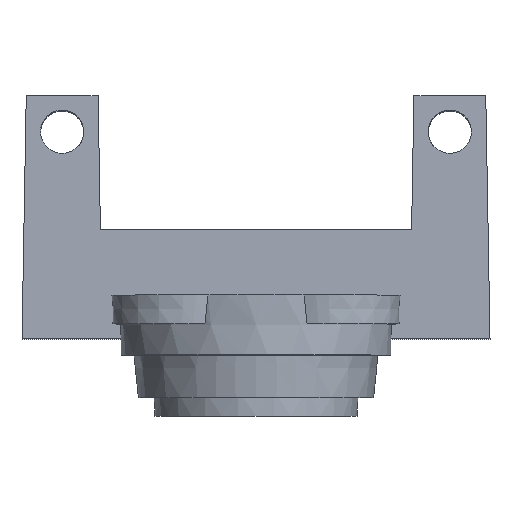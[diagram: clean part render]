
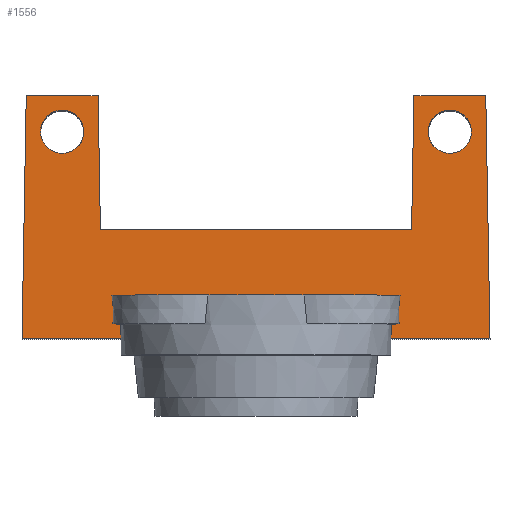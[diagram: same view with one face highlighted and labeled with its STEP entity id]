
A CAD part, top view. The second image highlights one B-rep face of the part: STEP entity #1556.
In plain terms, the highlighted planar face has unit normal (0, 0.018, 1).
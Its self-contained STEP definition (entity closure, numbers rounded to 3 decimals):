
#40=FACE_BOUND('',#338,.T.);
#41=FACE_BOUND('',#339,.T.);
#160=PLANE('',#1723);
#235=FACE_OUTER_BOUND('',#337,.T.);
#337=EDGE_LOOP('',(#1395,#1396,#1397,#1398,#1399,#1400,#1401,#1402,#1403,
#1404,#1405,#1406));
#338=EDGE_LOOP('',(#1407));
#339=EDGE_LOOP('',(#1408));
#365=LINE('',#2236,#506);
#370=LINE('',#2252,#511);
#382=LINE('',#2299,#523);
#397=LINE('',#2331,#538);
#411=LINE('',#2408,#552);
#415=LINE('',#2415,#556);
#423=LINE('',#2447,#564);
#429=LINE('',#2480,#570);
#448=LINE('',#2513,#589);
#461=LINE('',#2557,#602);
#473=LINE('',#2581,#614);
#478=LINE('',#2592,#619);
#506=VECTOR('',#1773,10.);
#511=VECTOR('',#1788,10.);
#523=VECTOR('',#1818,10.);
#538=VECTOR('',#1839,10.);
#552=VECTOR('',#1915,10.);
#556=VECTOR('',#1919,10.);
#564=VECTOR('',#1947,10.);
#570=VECTOR('',#1991,10.);
#589=VECTOR('',#2014,10.);
#602=VECTOR('',#2059,10.);
#614=VECTOR('',#2079,10.);
#619=VECTOR('',#2094,10.);
#653=ELLIPSE('',#1620,1.5,1.5);
#655=ELLIPSE('',#1626,1.5,1.5);
#669=VERTEX_POINT('',#2229);
#672=VERTEX_POINT('',#2234);
#678=VERTEX_POINT('',#2251);
#695=VERTEX_POINT('',#2297);
#696=VERTEX_POINT('',#2298);
#707=VERTEX_POINT('',#2324);
#710=VERTEX_POINT('',#2329);
#713=VERTEX_POINT('',#2339);
#717=VERTEX_POINT('',#2351);
#735=VERTEX_POINT('',#2402);
#737=VERTEX_POINT('',#2407);
#740=VERTEX_POINT('',#2413);
#786=VERTEX_POINT('',#2556);
#794=VERTEX_POINT('',#2579);
#821=EDGE_CURVE('',#672,#669,#365,.T.);
#829=EDGE_CURVE('',#669,#678,#370,.F.);
#849=EDGE_CURVE('',#695,#696,#382,.F.);
#864=EDGE_CURVE('',#710,#707,#397,.F.);
#868=EDGE_CURVE('',#713,#713,#653,.F.);
#874=EDGE_CURVE('',#717,#717,#655,.F.);
#899=EDGE_CURVE('',#737,#678,#411,.T.);
#903=EDGE_CURVE('',#735,#740,#415,.T.);
#918=EDGE_CURVE('',#735,#672,#423,.T.);
#935=EDGE_CURVE('',#737,#695,#429,.T.);
#954=EDGE_CURVE('',#740,#707,#448,.F.);
#974=EDGE_CURVE('',#710,#786,#461,.T.);
#988=EDGE_CURVE('',#794,#786,#473,.T.);
#993=EDGE_CURVE('',#794,#696,#478,.T.);
#1395=ORIENTED_EDGE('',*,*,#918,.F.);
#1396=ORIENTED_EDGE('',*,*,#903,.T.);
#1397=ORIENTED_EDGE('',*,*,#954,.T.);
#1398=ORIENTED_EDGE('',*,*,#864,.F.);
#1399=ORIENTED_EDGE('',*,*,#974,.T.);
#1400=ORIENTED_EDGE('',*,*,#988,.F.);
#1401=ORIENTED_EDGE('',*,*,#993,.T.);
#1402=ORIENTED_EDGE('',*,*,#849,.F.);
#1403=ORIENTED_EDGE('',*,*,#935,.F.);
#1404=ORIENTED_EDGE('',*,*,#899,.T.);
#1405=ORIENTED_EDGE('',*,*,#829,.F.);
#1406=ORIENTED_EDGE('',*,*,#821,.F.);
#1407=ORIENTED_EDGE('',*,*,#868,.T.);
#1408=ORIENTED_EDGE('',*,*,#874,.T.);
#1556=ADVANCED_FACE('',(#235,#40,#41),#160,.T.);
#1620=AXIS2_PLACEMENT_3D('',#2340,#1849,#1850);
#1626=AXIS2_PLACEMENT_3D('',#2352,#1863,#1864);
#1723=AXIS2_PLACEMENT_3D('',#2632,#2147,#2148);
#1773=DIRECTION('',(-1.,0.,0.));
#1788=DIRECTION('',(-0.017,1.,-0.017));
#1818=DIRECTION('',(-1.,0.,0.));
#1839=DIRECTION('',(-1.,0.,0.));
#1849=DIRECTION('center_axis',(0.,0.017,1.));
#1850=DIRECTION('ref_axis',(0.,-1.,0.017));
#1863=DIRECTION('center_axis',(0.,0.017,1.));
#1864=DIRECTION('ref_axis',(0.,-1.,0.017));
#1915=DIRECTION('',(1.,0.,0.));
#1919=DIRECTION('',(1.,0.,0.));
#1947=DIRECTION('',(0.017,1.,-0.017));
#1991=DIRECTION('',(0.017,1.,-0.017));
#2014=DIRECTION('',(0.017,-1.,0.017));
#2059=DIRECTION('',(-0.017,-1.,0.017));
#2079=DIRECTION('',(1.,0.,0.));
#2094=DIRECTION('',(-0.017,1.,-0.017));
#2147=DIRECTION('center_axis',(0.,0.017,1.));
#2148=DIRECTION('ref_axis',(0.,-1.,0.017));
#2229=CARTESIAN_POINT('',(-4.048,1.524,122.104));
#2234=CARTESIAN_POINT('',(4.048,1.524,122.104));
#2236=CARTESIAN_POINT('',(0.,1.524,122.104));
#2251=CARTESIAN_POINT('',(-4.021,0.,122.131));
#2252=CARTESIAN_POINT('',(-4.04,1.107,122.112));
#2297=CARTESIAN_POINT('',(-15.913,16.8,121.838));
#2298=CARTESIAN_POINT('',(-10.937,16.8,121.838));
#2299=CARTESIAN_POINT('',(-5.387,16.8,121.838));
#2324=CARTESIAN_POINT('',(15.913,16.8,121.838));
#2329=CARTESIAN_POINT('',(10.937,16.8,121.838));
#2331=CARTESIAN_POINT('',(5.388,16.8,121.838));
#2339=CARTESIAN_POINT('',(-14.926,14.3,121.881));
#2340=CARTESIAN_POINT('Origin',(-13.426,14.3,121.881));
#2351=CARTESIAN_POINT('',(11.926,14.3,121.881));
#2352=CARTESIAN_POINT('Origin',(13.426,14.3,121.881));
#2402=CARTESIAN_POINT('',(4.021,0.,122.131));
#2407=CARTESIAN_POINT('',(-16.206,0.,122.131));
#2408=CARTESIAN_POINT('',(0.,0.,122.131));
#2413=CARTESIAN_POINT('',(16.206,0.,122.131));
#2415=CARTESIAN_POINT('',(0.,0.,122.131));
#2447=CARTESIAN_POINT('',(4.04,1.107,122.112));
#2480=CARTESIAN_POINT('',(-16.18,1.472,122.105));
#2513=CARTESIAN_POINT('',(16.186,1.123,122.111));
#2556=CARTESIAN_POINT('',(10.775,7.5,122.));
#2557=CARTESIAN_POINT('',(10.725,4.637,122.05));
#2579=CARTESIAN_POINT('',(-10.775,7.5,122.));
#2581=CARTESIAN_POINT('',(-15.,7.5,122.));
#2592=CARTESIAN_POINT('',(-10.725,4.637,122.05));
#2632=CARTESIAN_POINT('Origin',(0.,1.96,122.097));
